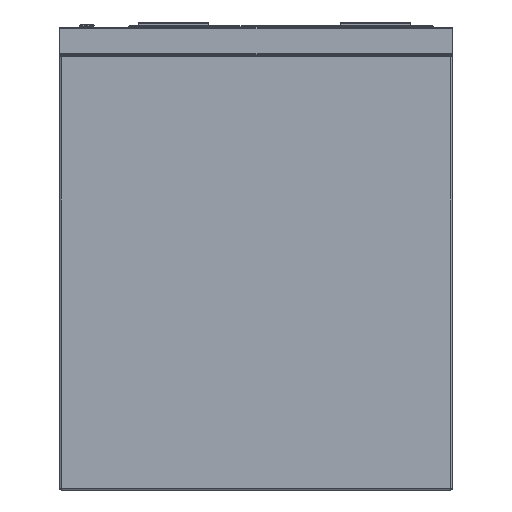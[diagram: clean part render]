
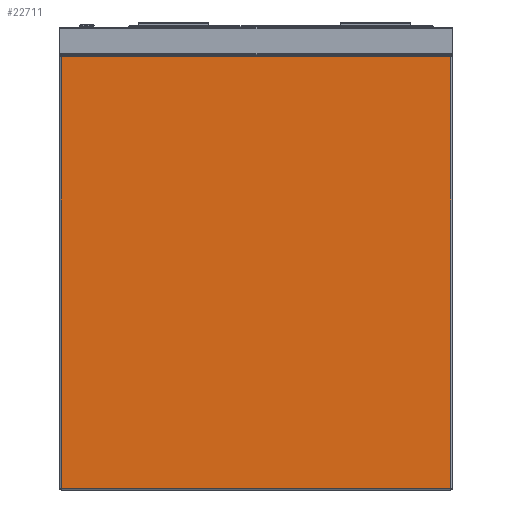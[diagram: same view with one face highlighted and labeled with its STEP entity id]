
A CAD part, left-side view. The second image highlights one B-rep face of the part: STEP entity #22711.
In plain terms, the highlighted planar face has unit normal (-1, 0, 0).
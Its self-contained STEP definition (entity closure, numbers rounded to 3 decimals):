
#1665 = FACE_OUTER_BOUND ( 'NONE', #14808, .T. ) ;
#2555 = CARTESIAN_POINT ( 'NONE',  ( -880., -278., -658. ) ) ;
#2596 = LINE ( 'NONE', #14077, #31575 ) ;
#3625 = VERTEX_POINT ( 'NONE', #2555 ) ;
#7624 = DIRECTION ( 'NONE',  ( 0., -1., 0. ) ) ;
#10364 = DIRECTION ( 'NONE',  ( 0., 0., -1. ) ) ;
#12464 = ORIENTED_EDGE ( 'NONE', *, *, #16048, .T. ) ;
#13372 = LINE ( 'NONE', #19015, #35625 ) ;
#14077 = CARTESIAN_POINT ( 'NONE',  ( -880., 280., -42. ) ) ;
#14368 = AXIS2_PLACEMENT_3D ( 'NONE', #21780, #26881, #15219 ) ;
#14808 = EDGE_LOOP ( 'NONE', ( #12464, #15891, #24127, #20482 ) ) ;
#15219 = DIRECTION ( 'NONE',  ( 0., 0., 1. ) ) ;
#15891 = ORIENTED_EDGE ( 'NONE', *, *, #29252, .T. ) ;
#16048 = EDGE_CURVE ( 'NONE', #3625, #19116, #18455, .T. ) ;
#17566 = CARTESIAN_POINT ( 'NONE',  ( -880., -278., -42. ) ) ;
#18455 = LINE ( 'NONE', #35801, #36913 ) ;
#19015 = CARTESIAN_POINT ( 'NONE',  ( -880., 278., -660. ) ) ;
#19116 = VERTEX_POINT ( 'NONE', #17566 ) ;
#20150 = EDGE_CURVE ( 'NONE', #30887, #3625, #21910, .T. ) ;
#20482 = ORIENTED_EDGE ( 'NONE', *, *, #20150, .T. ) ;
#20675 = CARTESIAN_POINT ( 'NONE',  ( -880., 278., -658. ) ) ;
#21780 = CARTESIAN_POINT ( 'NONE',  ( -880., -280., -660. ) ) ;
#21910 = LINE ( 'NONE', #33430, #23255 ) ;
#22711 = ADVANCED_FACE ( 'Fl�che7', ( #1665 ), #36129, .T. ) ;
#23255 = VECTOR ( 'NONE', #7624, 1000. ) ;
#24127 = ORIENTED_EDGE ( 'NONE', *, *, #26677, .T. ) ;
#26677 = EDGE_CURVE ( 'NONE', #37029, #30887, #13372, .T. ) ;
#26881 = DIRECTION ( 'NONE',  ( -1., 0., 0. ) ) ;
#26924 = DIRECTION ( 'NONE',  ( 0., 0., 1. ) ) ;
#28550 = DIRECTION ( 'NONE',  ( 0., 1., 0. ) ) ;
#29252 = EDGE_CURVE ( 'NONE', #19116, #37029, #2596, .T. ) ;
#30887 = VERTEX_POINT ( 'NONE', #20675 ) ;
#31575 = VECTOR ( 'NONE', #28550, 1000. ) ;
#31749 = CARTESIAN_POINT ( 'NONE',  ( -880., 278., -42. ) ) ;
#33430 = CARTESIAN_POINT ( 'NONE',  ( -880., -280., -658. ) ) ;
#35625 = VECTOR ( 'NONE', #10364, 1000. ) ;
#35801 = CARTESIAN_POINT ( 'NONE',  ( -880., -278., -660. ) ) ;
#36129 = PLANE ( 'NONE',  #14368 ) ;
#36913 = VECTOR ( 'NONE', #26924, 1000. ) ;
#37029 = VERTEX_POINT ( 'NONE', #31749 ) ;
